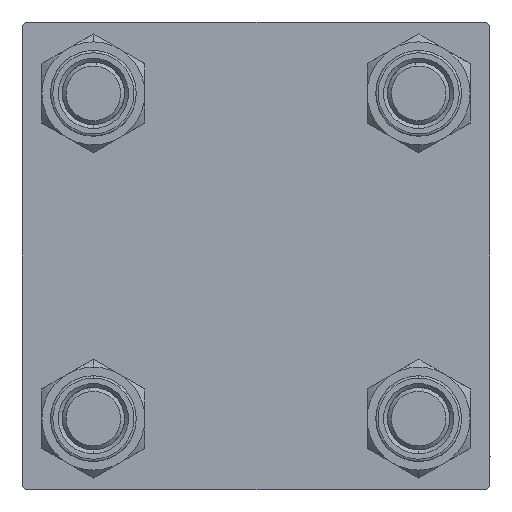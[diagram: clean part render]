
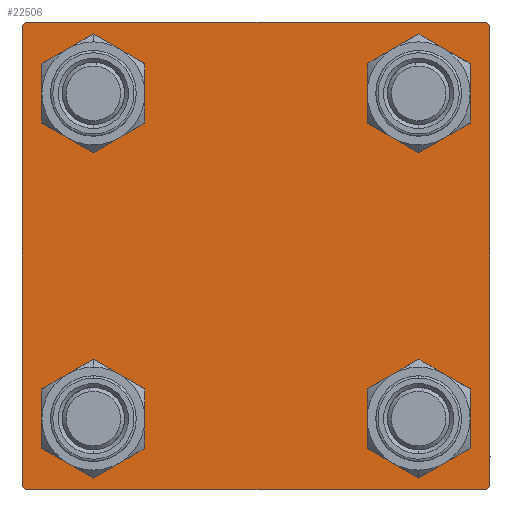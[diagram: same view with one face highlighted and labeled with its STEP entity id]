
A CAD part, left-side view. The second image highlights one B-rep face of the part: STEP entity #22506.
In plain terms, the highlighted planar face has unit normal (-1, 0, 0).
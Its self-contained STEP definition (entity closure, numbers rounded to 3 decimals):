
#232 = ORIENTED_EDGE ( 'NONE', *, *, #6278, .T. ) ;
#334 = EDGE_LOOP ( 'NONE', ( #47357, #12383 ) ) ;
#599 = CIRCLE ( 'NONE', #7897, 4.5 ) ;
#879 = LINE ( 'NONE', #44228, #2381 ) ;
#1127 = ORIENTED_EDGE ( 'NONE', *, *, #28950, .T. ) ;
#2381 = VECTOR ( 'NONE', #36077, 1000. ) ;
#2483 = CARTESIAN_POINT ( 'NONE',  ( 0., 29.5, -30. ) ) ;
#4604 = DIRECTION ( 'NONE',  ( 1., 0., 0. ) ) ;
#5286 = LINE ( 'NONE', #12695, #20066 ) ;
#5640 = VERTEX_POINT ( 'NONE', #14553 ) ;
#5736 = DIRECTION ( 'NONE',  ( -1., 0., 0. ) ) ;
#5960 = DIRECTION ( 'NONE',  ( 1., 0., 0. ) ) ;
#5983 = DIRECTION ( 'NONE',  ( 0., 0., 1. ) ) ;
#6065 = EDGE_CURVE ( 'NONE', #12364, #23107, #35634, .T. ) ;
#6278 = EDGE_CURVE ( 'NONE', #42641, #24399, #39677, .T. ) ;
#6853 = ORIENTED_EDGE ( 'NONE', *, *, #38996, .T. ) ;
#7217 = ORIENTED_EDGE ( 'NONE', *, *, #17254, .T. ) ;
#7517 = CARTESIAN_POINT ( 'NONE',  ( 0., 29.75, -29.75 ) ) ;
#7613 = DIRECTION ( 'NONE',  ( 0., 0.707, 0.707 ) ) ;
#7897 = AXIS2_PLACEMENT_3D ( 'NONE', #13825, #25556, #49279 ) ;
#8268 = LINE ( 'NONE', #23823, #47781 ) ;
#9060 = CARTESIAN_POINT ( 'NONE',  ( 0., 20.85, -20.85 ) ) ;
#9089 = DIRECTION ( 'NONE',  ( 0., -0.707, 0.707 ) ) ;
#10342 = AXIS2_PLACEMENT_3D ( 'NONE', #15433, #46046, #19260 ) ;
#10475 = EDGE_CURVE ( 'NONE', #39778, #37384, #49619, .T. ) ;
#10992 = CARTESIAN_POINT ( 'NONE',  ( 0., -29.5, 30. ) ) ;
#11211 = AXIS2_PLACEMENT_3D ( 'NONE', #42027, #38228, #25729 ) ;
#11624 = EDGE_LOOP ( 'NONE', ( #44487, #1127 ) ) ;
#11847 = ORIENTED_EDGE ( 'NONE', *, *, #30908, .F. ) ;
#12364 = VERTEX_POINT ( 'NONE', #25850 ) ;
#12383 = ORIENTED_EDGE ( 'NONE', *, *, #47904, .T. ) ;
#12674 = CIRCLE ( 'NONE', #41205, 4.5 ) ;
#12695 = CARTESIAN_POINT ( 'NONE',  ( 0., 30., -30. ) ) ;
#13353 = CARTESIAN_POINT ( 'NONE',  ( 0., 20.85, 16.35 ) ) ;
#13409 = LINE ( 'NONE', #44529, #16856 ) ;
#13526 = CARTESIAN_POINT ( 'NONE',  ( 0., -20.85, 20.85 ) ) ;
#13825 = CARTESIAN_POINT ( 'NONE',  ( 0., 20.85, -20.85 ) ) ;
#14553 = CARTESIAN_POINT ( 'NONE',  ( 0., 30., -29.5 ) ) ;
#14748 = AXIS2_PLACEMENT_3D ( 'NONE', #13526, #4604, #47983 ) ;
#15433 = CARTESIAN_POINT ( 'NONE',  ( 0., -20.85, 20.85 ) ) ;
#16026 = CARTESIAN_POINT ( 'NONE',  ( 0., -29.75, 29.75 ) ) ;
#16183 = ORIENTED_EDGE ( 'NONE', *, *, #29782, .T. ) ;
#16325 = CARTESIAN_POINT ( 'NONE',  ( 0., -20.85, -25.35 ) ) ;
#16856 = VECTOR ( 'NONE', #33322, 1000. ) ;
#17254 = EDGE_CURVE ( 'NONE', #22637, #18912, #25807, .T. ) ;
#17259 = AXIS2_PLACEMENT_3D ( 'NONE', #25109, #5960, #29952 ) ;
#17515 = VERTEX_POINT ( 'NONE', #16325 ) ;
#17703 = ORIENTED_EDGE ( 'NONE', *, *, #26017, .T. ) ;
#18152 = DIRECTION ( 'NONE',  ( 0., 0.707, -0.707 ) ) ;
#18495 = VERTEX_POINT ( 'NONE', #2483 ) ;
#18706 = EDGE_CURVE ( 'NONE', #5640, #18495, #42470, .T. ) ;
#18718 = ORIENTED_EDGE ( 'NONE', *, *, #45564, .T. ) ;
#18912 = VERTEX_POINT ( 'NONE', #28089 ) ;
#19260 = DIRECTION ( 'NONE',  ( 0., 0., 1. ) ) ;
#19541 = CARTESIAN_POINT ( 'NONE',  ( 0., -20.85, 25.35 ) ) ;
#19765 = DIRECTION ( 'NONE',  ( 0., 0., -1. ) ) ;
#20066 = VECTOR ( 'NONE', #20856, 1000. ) ;
#20299 = DIRECTION ( 'NONE',  ( 1., 0., 0. ) ) ;
#20856 = DIRECTION ( 'NONE',  ( 0., -1., 0. ) ) ;
#20928 = CARTESIAN_POINT ( 'NONE',  ( 0., -30., 29.5 ) ) ;
#21579 = EDGE_LOOP ( 'NONE', ( #18718, #232 ) ) ;
#22182 = VERTEX_POINT ( 'NONE', #10992 ) ;
#22506 = ADVANCED_FACE ( 'NONE', ( #40956, #25130, #40704, #32551, #45025 ), #28457, .T. ) ;
#22637 = VERTEX_POINT ( 'NONE', #22808 ) ;
#22808 = CARTESIAN_POINT ( 'NONE',  ( 0., 29.5, 30. ) ) ;
#23107 = VERTEX_POINT ( 'NONE', #47712 ) ;
#23823 = CARTESIAN_POINT ( 'NONE',  ( 0., -30., 30. ) ) ;
#24248 = CIRCLE ( 'NONE', #11211, 4.5 ) ;
#24399 = VERTEX_POINT ( 'NONE', #19541 ) ;
#24618 = ORIENTED_EDGE ( 'NONE', *, *, #37196, .F. ) ;
#25109 = CARTESIAN_POINT ( 'NONE',  ( 0., 20.85, 20.85 ) ) ;
#25130 = FACE_BOUND ( 'NONE', #38470, .T. ) ;
#25165 = AXIS2_PLACEMENT_3D ( 'NONE', #32343, #36161, #44563 ) ;
#25206 = EDGE_CURVE ( 'NONE', #32597, #38255, #12674, .T. ) ;
#25556 = DIRECTION ( 'NONE',  ( 1., 0., 0. ) ) ;
#25603 = DIRECTION ( 'NONE',  ( 1., 0., 0. ) ) ;
#25729 = DIRECTION ( 'NONE',  ( 0., 0., 1. ) ) ;
#25807 = LINE ( 'NONE', #41861, #44832 ) ;
#25850 = CARTESIAN_POINT ( 'NONE',  ( 0., -29.5, -30. ) ) ;
#26017 = EDGE_CURVE ( 'NONE', #30595, #22182, #50227, .T. ) ;
#26121 = CARTESIAN_POINT ( 'NONE',  ( 0., -20.85, -16.35 ) ) ;
#27354 = VECTOR ( 'NONE', #7613, 1000. ) ;
#27787 = CIRCLE ( 'NONE', #14748, 4.5 ) ;
#28089 = CARTESIAN_POINT ( 'NONE',  ( 0., 30., 29.5 ) ) ;
#28141 = EDGE_LOOP ( 'NONE', ( #36543, #47601, #16183, #30845, #11847, #17703, #24618, #7217 ) ) ;
#28278 = CARTESIAN_POINT ( 'NONE',  ( 0., 20.85, -16.35 ) ) ;
#28457 = PLANE ( 'NONE',  #46805 ) ;
#28950 = EDGE_CURVE ( 'NONE', #38255, #32597, #599, .T. ) ;
#29107 = VECTOR ( 'NONE', #9089, 1000. ) ;
#29782 = EDGE_CURVE ( 'NONE', #18495, #12364, #5286, .T. ) ;
#29952 = DIRECTION ( 'NONE',  ( 0., 0., 1. ) ) ;
#30132 = AXIS2_PLACEMENT_3D ( 'NONE', #37341, #25603, #44737 ) ;
#30595 = VERTEX_POINT ( 'NONE', #20928 ) ;
#30845 = ORIENTED_EDGE ( 'NONE', *, *, #6065, .T. ) ;
#30908 = EDGE_CURVE ( 'NONE', #30595, #23107, #8268, .T. ) ;
#31944 = CIRCLE ( 'NONE', #17259, 4.5 ) ;
#32230 = EDGE_CURVE ( 'NONE', #18912, #5640, #13409, .T. ) ;
#32343 = CARTESIAN_POINT ( 'NONE',  ( 0., 20.85, 20.85 ) ) ;
#32551 = FACE_BOUND ( 'NONE', #334, .T. ) ;
#32597 = VERTEX_POINT ( 'NONE', #28278 ) ;
#32676 = VECTOR ( 'NONE', #46039, 1000. ) ;
#33322 = DIRECTION ( 'NONE',  ( 0., 0., -1. ) ) ;
#33638 = EDGE_CURVE ( 'NONE', #17515, #38432, #24248, .T. ) ;
#34040 = ORIENTED_EDGE ( 'NONE', *, *, #33638, .T. ) ;
#35634 = LINE ( 'NONE', #39978, #29107 ) ;
#36077 = DIRECTION ( 'NONE',  ( 0., -1., 0. ) ) ;
#36114 = CARTESIAN_POINT ( 'NONE',  ( 0., 0., 0. ) ) ;
#36161 = DIRECTION ( 'NONE',  ( 1., 0., 0. ) ) ;
#36543 = ORIENTED_EDGE ( 'NONE', *, *, #32230, .T. ) ;
#37196 = EDGE_CURVE ( 'NONE', #22637, #22182, #879, .T. ) ;
#37341 = CARTESIAN_POINT ( 'NONE',  ( 0., -20.85, -20.85 ) ) ;
#37384 = VERTEX_POINT ( 'NONE', #13353 ) ;
#38228 = DIRECTION ( 'NONE',  ( 1., 0., 0. ) ) ;
#38255 = VERTEX_POINT ( 'NONE', #39245 ) ;
#38432 = VERTEX_POINT ( 'NONE', #26121 ) ;
#38470 = EDGE_LOOP ( 'NONE', ( #6853, #34040 ) ) ;
#38996 = EDGE_CURVE ( 'NONE', #38432, #17515, #43986, .T. ) ;
#39245 = CARTESIAN_POINT ( 'NONE',  ( 0., 20.85, -25.35 ) ) ;
#39677 = CIRCLE ( 'NONE', #10342, 4.5 ) ;
#39778 = VERTEX_POINT ( 'NONE', #43742 ) ;
#39978 = CARTESIAN_POINT ( 'NONE',  ( 0., -29.75, -29.75 ) ) ;
#40704 = FACE_BOUND ( 'NONE', #11624, .T. ) ;
#40956 = FACE_BOUND ( 'NONE', #21579, .T. ) ;
#41205 = AXIS2_PLACEMENT_3D ( 'NONE', #9060, #20299, #47087 ) ;
#41861 = CARTESIAN_POINT ( 'NONE',  ( 0., 29.75, 29.75 ) ) ;
#42027 = CARTESIAN_POINT ( 'NONE',  ( 0., -20.85, -20.85 ) ) ;
#42470 = LINE ( 'NONE', #7517, #32676 ) ;
#42641 = VERTEX_POINT ( 'NONE', #44130 ) ;
#43742 = CARTESIAN_POINT ( 'NONE',  ( 0., 20.85, 25.35 ) ) ;
#43986 = CIRCLE ( 'NONE', #30132, 4.5 ) ;
#44130 = CARTESIAN_POINT ( 'NONE',  ( 0., -20.85, 16.35 ) ) ;
#44228 = CARTESIAN_POINT ( 'NONE',  ( 0., 30., 30. ) ) ;
#44487 = ORIENTED_EDGE ( 'NONE', *, *, #25206, .T. ) ;
#44529 = CARTESIAN_POINT ( 'NONE',  ( 0., 30., 30. ) ) ;
#44563 = DIRECTION ( 'NONE',  ( 0., 0., 1. ) ) ;
#44737 = DIRECTION ( 'NONE',  ( 0., 0., 1. ) ) ;
#44832 = VECTOR ( 'NONE', #18152, 1000. ) ;
#45025 = FACE_OUTER_BOUND ( 'NONE', #28141, .T. ) ;
#45564 = EDGE_CURVE ( 'NONE', #24399, #42641, #27787, .T. ) ;
#46039 = DIRECTION ( 'NONE',  ( 0., -0.707, -0.707 ) ) ;
#46046 = DIRECTION ( 'NONE',  ( 1., 0., 0. ) ) ;
#46805 = AXIS2_PLACEMENT_3D ( 'NONE', #36114, #5736, #5983 ) ;
#47087 = DIRECTION ( 'NONE',  ( 0., 0., 1. ) ) ;
#47357 = ORIENTED_EDGE ( 'NONE', *, *, #10475, .T. ) ;
#47601 = ORIENTED_EDGE ( 'NONE', *, *, #18706, .T. ) ;
#47712 = CARTESIAN_POINT ( 'NONE',  ( 0., -30., -29.5 ) ) ;
#47781 = VECTOR ( 'NONE', #19765, 1000. ) ;
#47904 = EDGE_CURVE ( 'NONE', #37384, #39778, #31944, .T. ) ;
#47983 = DIRECTION ( 'NONE',  ( 0., 0., 1. ) ) ;
#49279 = DIRECTION ( 'NONE',  ( 0., 0., 1. ) ) ;
#49619 = CIRCLE ( 'NONE', #25165, 4.5 ) ;
#50227 = LINE ( 'NONE', #16026, #27354 ) ;
